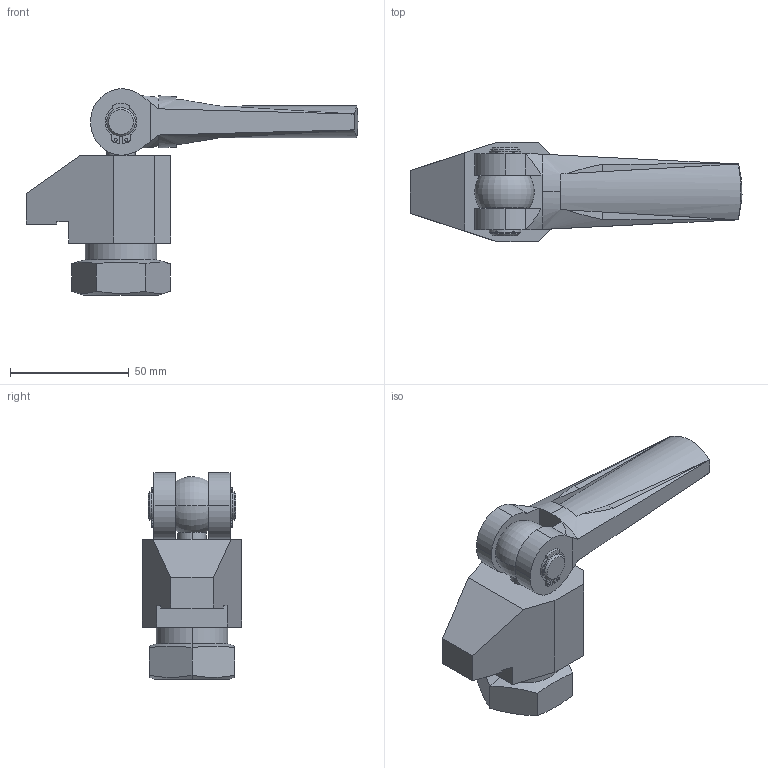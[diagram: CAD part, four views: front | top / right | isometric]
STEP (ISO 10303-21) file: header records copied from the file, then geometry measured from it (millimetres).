
FILE_DESCRIPTION(('STEP AP214'),'1');
FILE_NAME(' ',' ',('TraceParts'),('TraceParts S.A.'),'XStep 1.0',' ',' ');
FILE_SCHEMA(('automotive_design'));
Length unit declared in the file: millimetre
Products named in the file (5): 1; 2; 3; 4; 5
Bounding box: 139.78 x 42 x 87 mm (x, y, z)
Volume: 132893.8 mm3; surface area: 36904 mm2
Topology: 5 solids, 5 shells, 177 faces, 447 edges, 291 vertices
Faces by surface type: plane 83, cylinder 71, cone 20, torus 2, sphere 1
Entity records: 10735 total; most frequent: CARTESIAN_POINT 1171, DIRECTION 964, STYLED_ITEM 920, PRESENTATION_STYLE_ASSIGNMENT 920, COLOUR_RGB 920, ORIENTED_EDGE 894, EDGE_CURVE 447, CURVE_STYLE 447
